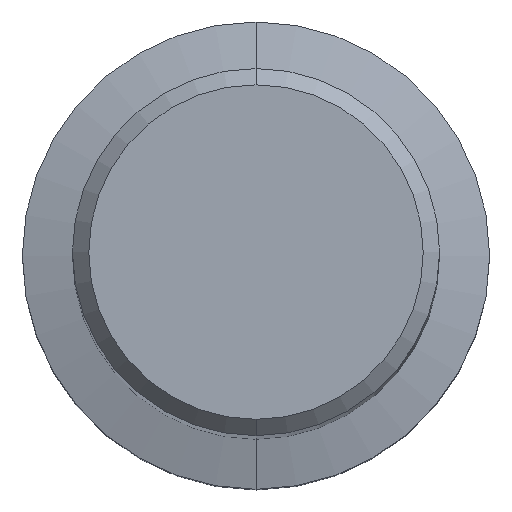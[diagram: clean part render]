
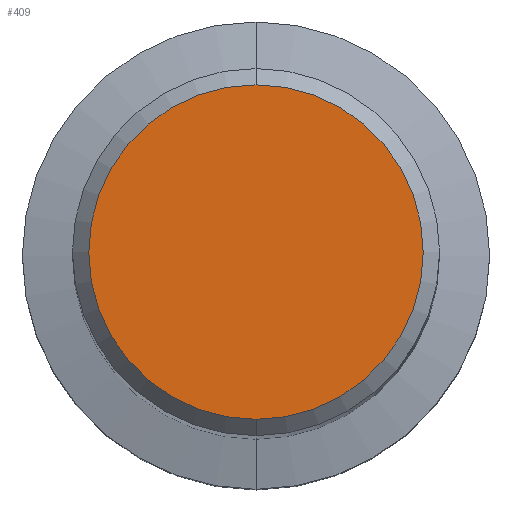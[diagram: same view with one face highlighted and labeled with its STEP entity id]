
A CAD part, top view. The second image highlights one B-rep face of the part: STEP entity #409.
In plain terms, the highlighted planar face has unit normal (0, 0, 1).
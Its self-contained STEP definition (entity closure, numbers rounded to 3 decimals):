
#233=EDGE_CURVE('',#299,#475,#589,.T.);
#299=VERTEX_POINT('',#663);
#409=ADVANCED_FACE('',(#781),#782,.T.);
#441=EDGE_CURVE('',#475,#299,#817,.T.);
#475=VERTEX_POINT('',#858);
#589=CIRCLE('',#1012,8.2);
#663=CARTESIAN_POINT('',(0.0,8.2,0.0));
#781=FACE_OUTER_BOUND('',#1443,.T.);
#782=PLANE('',#1444);
#817=CIRCLE('',#1512,8.2);
#858=CARTESIAN_POINT('',(0.,-8.2,0.0));
#1012=AXIS2_PLACEMENT_3D('',#1737,#1738,#1739);
#1443=EDGE_LOOP('',(#1949,#1950));
#1444=AXIS2_PLACEMENT_3D('',#1951,#1952,#1953);
#1512=AXIS2_PLACEMENT_3D('',#1986,#1987,#1988);
#1737=CARTESIAN_POINT('',(0.0,0.0,0.0));
#1738=DIRECTION('',(0.0,0.0,-1.0));
#1739=DIRECTION('',(0.0,1.0,0.0));
#1949=ORIENTED_EDGE('',*,*,#233,.F.);
#1950=ORIENTED_EDGE('',*,*,#441,.F.);
#1951=CARTESIAN_POINT('',(0.0,4.1,0.0));
#1952=DIRECTION('',(-0.0,0.0,1.0));
#1953=DIRECTION('',(0.0,-1.0,0.0));
#1986=CARTESIAN_POINT('',(0.0,0.0,0.0));
#1987=DIRECTION('',(0.0,0.0,-1.0));
#1988=DIRECTION('',(0.0,1.0,0.0));
